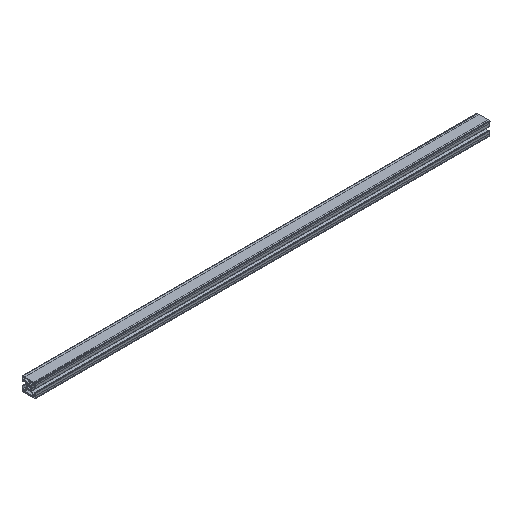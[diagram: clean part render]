
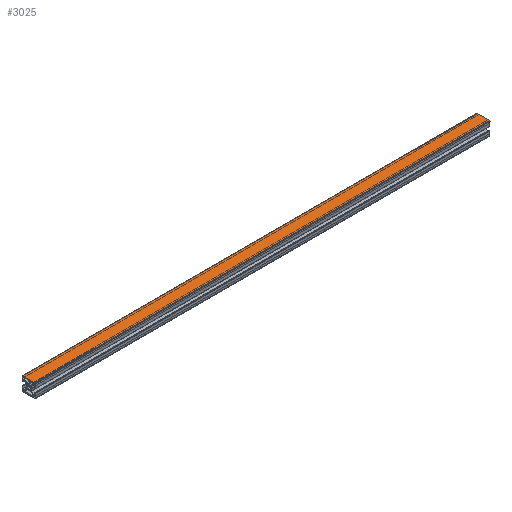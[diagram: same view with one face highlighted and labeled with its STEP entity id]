
A CAD part, isometric view. The second image highlights one B-rep face of the part: STEP entity #3025.
In plain terms, the highlighted planar face has unit normal (0, 0, 1).
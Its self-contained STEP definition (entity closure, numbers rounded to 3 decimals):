
#2967=CARTESIAN_POINT('',(0.0,1.5,30.));
#2968=VERTEX_POINT('',#2967);
#2977=CARTESIAN_POINT('',(1000.0,1.5,30.));
#2978=VERTEX_POINT('',#2977);
#2986=CARTESIAN_POINT('',(0.0,1.5,30.));
#2987=DIRECTION('',(1.0,0.0,0.0));
#2988=VECTOR('',#2987,1000.0);
#2989=LINE('',#2986,#2988);
#2990=EDGE_CURVE('',#2968,#2978,#2989,.T.);
#2995=CARTESIAN_POINT('',(0.0,28.5,30.));
#2996=DIRECTION('',(0.0,0.0,1.0));
#2997=DIRECTION('',(0.0,-1.0,0.0));
#2998=AXIS2_PLACEMENT_3D('',#2995,#2996,#2997);
#2999=PLANE('',#2998);
#3000=CARTESIAN_POINT('',(0.0,28.5,30.));
#3001=VERTEX_POINT('',#3000);
#3002=CARTESIAN_POINT('',(0.0,28.5,30.));
#3003=DIRECTION('',(0.0,-1.0,0.0));
#3004=VECTOR('',#3003,27.);
#3005=LINE('',#3002,#3004);
#3006=EDGE_CURVE('',#3001,#2968,#3005,.T.);
#3007=ORIENTED_EDGE('',*,*,#3006,.T.);
#3008=ORIENTED_EDGE('',*,*,#2990,.T.);
#3009=CARTESIAN_POINT('',(1000.0,28.5,30.));
#3010=VERTEX_POINT('',#3009);
#3011=CARTESIAN_POINT('',(1000.0,28.5,30.));
#3012=DIRECTION('',(0.0,-1.0,0.0));
#3013=VECTOR('',#3012,27.);
#3014=LINE('',#3011,#3013);
#3015=EDGE_CURVE('',#3010,#2978,#3014,.T.);
#3016=ORIENTED_EDGE('',*,*,#3015,.F.);
#3017=CARTESIAN_POINT('',(0.0,28.5,30.));
#3018=DIRECTION('',(1.0,0.0,0.0));
#3019=VECTOR('',#3018,1000.0);
#3020=LINE('',#3017,#3019);
#3021=EDGE_CURVE('',#3001,#3010,#3020,.T.);
#3022=ORIENTED_EDGE('',*,*,#3021,.F.);
#3023=EDGE_LOOP('',(#3007,#3008,#3016,#3022));
#3024=FACE_OUTER_BOUND('',#3023,.T.);
#3025=ADVANCED_FACE('',(#3024),#2999,.T.);
